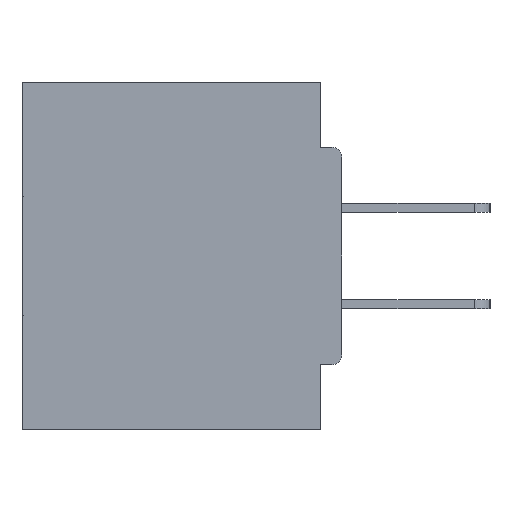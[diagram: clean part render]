
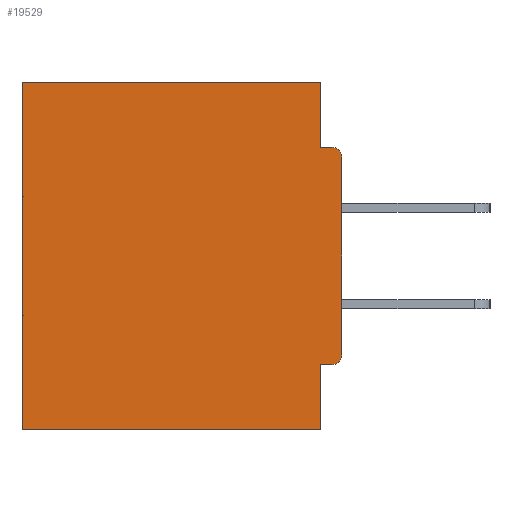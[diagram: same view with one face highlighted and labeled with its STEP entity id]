
A CAD part, left-side view. The second image highlights one B-rep face of the part: STEP entity #19529.
In plain terms, the highlighted planar face has unit normal (-1, 0, 0).
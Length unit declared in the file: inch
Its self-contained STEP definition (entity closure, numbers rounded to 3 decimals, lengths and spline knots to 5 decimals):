
#172 = DIRECTION ( 'NONE',  ( 0., 0., -1. ) ) ;
#504 = CARTESIAN_POINT ( 'NONE',  ( 0.298, 0.031, -0.5 ) ) ;
#1792 = AXIS2_PLACEMENT_3D ( 'NONE', #28145, #37828, #11472 ) ;
#2498 = DIRECTION ( 'NONE',  ( 1., 0., 0. ) ) ;
#2674 = VERTEX_POINT ( 'NONE', #13532 ) ;
#3102 = LINE ( 'NONE', #24507, #19436 ) ;
#3384 = LINE ( 'NONE', #7033, #23838 ) ;
#3610 = ORIENTED_EDGE ( 'NONE', *, *, #41282, .T. ) ;
#3663 = DIRECTION ( 'NONE',  ( 0., 0., -1. ) ) ;
#3889 = VERTEX_POINT ( 'NONE', #28275 ) ;
#5198 = EDGE_CURVE ( 'NONE', #2674, #39090, #6165, .T. ) ;
#6165 = LINE ( 'NONE', #18102, #39846 ) ;
#7033 = CARTESIAN_POINT ( 'NONE',  ( 0.298, 0., -0.4065 ) ) ;
#7118 = CARTESIAN_POINT ( 'NONE',  ( 0.298, 0., -0.3915 ) ) ;
#7557 = VERTEX_POINT ( 'NONE', #23114 ) ;
#8748 = VECTOR ( 'NONE', #172, 39.37008 ) ;
#9859 = EDGE_CURVE ( 'NONE', #25514, #11062, #33356, .T. ) ;
#10519 = CARTESIAN_POINT ( 'NONE',  ( 0.298, 0.031, -0.0935 ) ) ;
#10559 = DIRECTION ( 'NONE',  ( 0., 0., -1. ) ) ;
#10632 = EDGE_CURVE ( 'NONE', #11417, #39090, #27066, .T. ) ;
#10768 = EDGE_CURVE ( 'NONE', #2674, #3889, #14208, .T. ) ;
#11062 = VERTEX_POINT ( 'NONE', #504 ) ;
#11216 = CARTESIAN_POINT ( 'NONE',  ( 0.298, 0.031, -0.4065 ) ) ;
#11417 = VERTEX_POINT ( 'NONE', #33105 ) ;
#11472 = DIRECTION ( 'NONE',  ( 0., 0., -1. ) ) ;
#12585 = VERTEX_POINT ( 'NONE', #10519 ) ;
#12915 = AXIS2_PLACEMENT_3D ( 'NONE', #41631, #31841, #22306 ) ;
#13269 = ORIENTED_EDGE ( 'NONE', *, *, #25047, .F. ) ;
#13532 = CARTESIAN_POINT ( 'NONE',  ( 0.298, 0., -0.1085 ) ) ;
#14208 = CIRCLE ( 'NONE', #12915, 0.015 ) ;
#15399 = VERTEX_POINT ( 'NONE', #31613 ) ;
#15460 = VECTOR ( 'NONE', #10559, 39.37008 ) ;
#16587 = FACE_OUTER_BOUND ( 'NONE', #23304, .T. ) ;
#17563 = ORIENTED_EDGE ( 'NONE', *, *, #41400, .F. ) ;
#17688 = DIRECTION ( 'NONE',  ( 0., -1., 0. ) ) ;
#18089 = DIRECTION ( 'NONE',  ( 0., 0., -1. ) ) ;
#18102 = CARTESIAN_POINT ( 'NONE',  ( 0.298, 0., 0. ) ) ;
#18438 = LINE ( 'NONE', #19721, #8748 ) ;
#19436 = VECTOR ( 'NONE', #31186, 39.37008 ) ;
#19529 = ADVANCED_FACE ( 'NONE', ( #16587 ), #39438, .F. ) ;
#19721 = CARTESIAN_POINT ( 'NONE',  ( 0.298, 0.46, 0. ) ) ;
#21140 = DIRECTION ( 'NONE',  ( 0., 0., -1. ) ) ;
#21296 = ORIENTED_EDGE ( 'NONE', *, *, #10768, .T. ) ;
#22169 = EDGE_CURVE ( 'NONE', #11062, #7557, #3102, .T. ) ;
#22306 = DIRECTION ( 'NONE',  ( 0., 0., -1. ) ) ;
#22481 = ORIENTED_EDGE ( 'NONE', *, *, #34718, .F. ) ;
#23114 = CARTESIAN_POINT ( 'NONE',  ( 0.298, 0.46, -0.5 ) ) ;
#23304 = EDGE_LOOP ( 'NONE', ( #21296, #17563, #13269, #3610, #24936, #32286, #40698, #22481, #32201, #36819 ) ) ;
#23838 = VECTOR ( 'NONE', #39389, 39.37008 ) ;
#24036 = VECTOR ( 'NONE', #30405, 39.37008 ) ;
#24507 = CARTESIAN_POINT ( 'NONE',  ( 0.298, 0., -0.5 ) ) ;
#24936 = ORIENTED_EDGE ( 'NONE', *, *, #42093, .T. ) ;
#25047 = EDGE_CURVE ( 'NONE', #31444, #12585, #33553, .T. ) ;
#25514 = VERTEX_POINT ( 'NONE', #11216 ) ;
#26813 = CARTESIAN_POINT ( 'NONE',  ( 0.298, 0.031, -0.5 ) ) ;
#27066 = CIRCLE ( 'NONE', #1792, 0.015 ) ;
#28088 = LINE ( 'NONE', #33936, #29116 ) ;
#28145 = CARTESIAN_POINT ( 'NONE',  ( 0.298, 0.015, -0.3915 ) ) ;
#28275 = CARTESIAN_POINT ( 'NONE',  ( 0.298, 0.015, -0.0935 ) ) ;
#28528 = AXIS2_PLACEMENT_3D ( 'NONE', #35293, #2498, #3663 ) ;
#29116 = VECTOR ( 'NONE', #17688, 39.37008 ) ;
#29484 = VECTOR ( 'NONE', #18089, 39.37008 ) ;
#30405 = DIRECTION ( 'NONE',  ( 0., 1., 0. ) ) ;
#31186 = DIRECTION ( 'NONE',  ( 0., 1., 0. ) ) ;
#31444 = VERTEX_POINT ( 'NONE', #34015 ) ;
#31613 = CARTESIAN_POINT ( 'NONE',  ( 0.298, 0.46, 0. ) ) ;
#31841 = DIRECTION ( 'NONE',  ( -1., 0., 0. ) ) ;
#32201 = ORIENTED_EDGE ( 'NONE', *, *, #10632, .T. ) ;
#32286 = ORIENTED_EDGE ( 'NONE', *, *, #22169, .F. ) ;
#33105 = CARTESIAN_POINT ( 'NONE',  ( 0.298, 0.015, -0.4065 ) ) ;
#33356 = LINE ( 'NONE', #26813, #15460 ) ;
#33553 = LINE ( 'NONE', #39786, #29484 ) ;
#33936 = CARTESIAN_POINT ( 'NONE',  ( 0.298, 0., -0.0935 ) ) ;
#34015 = CARTESIAN_POINT ( 'NONE',  ( 0.298, 0.031, 0. ) ) ;
#34718 = EDGE_CURVE ( 'NONE', #11417, #25514, #3384, .T. ) ;
#35293 = CARTESIAN_POINT ( 'NONE',  ( 0.298, 0., 0. ) ) ;
#36819 = ORIENTED_EDGE ( 'NONE', *, *, #5198, .F. ) ;
#37080 = CARTESIAN_POINT ( 'NONE',  ( 0.298, 0., 0. ) ) ;
#37828 = DIRECTION ( 'NONE',  ( -1., 0., 0. ) ) ;
#38238 = LINE ( 'NONE', #37080, #24036 ) ;
#39090 = VERTEX_POINT ( 'NONE', #7118 ) ;
#39389 = DIRECTION ( 'NONE',  ( 0., 1., 0. ) ) ;
#39438 = PLANE ( 'NONE',  #28528 ) ;
#39786 = CARTESIAN_POINT ( 'NONE',  ( 0.298, 0.031, -0.5 ) ) ;
#39846 = VECTOR ( 'NONE', #21140, 39.37008 ) ;
#40698 = ORIENTED_EDGE ( 'NONE', *, *, #9859, .F. ) ;
#41282 = EDGE_CURVE ( 'NONE', #31444, #15399, #38238, .T. ) ;
#41400 = EDGE_CURVE ( 'NONE', #12585, #3889, #28088, .T. ) ;
#41631 = CARTESIAN_POINT ( 'NONE',  ( 0.298, 0.015, -0.1085 ) ) ;
#42093 = EDGE_CURVE ( 'NONE', #15399, #7557, #18438, .T. ) ;
